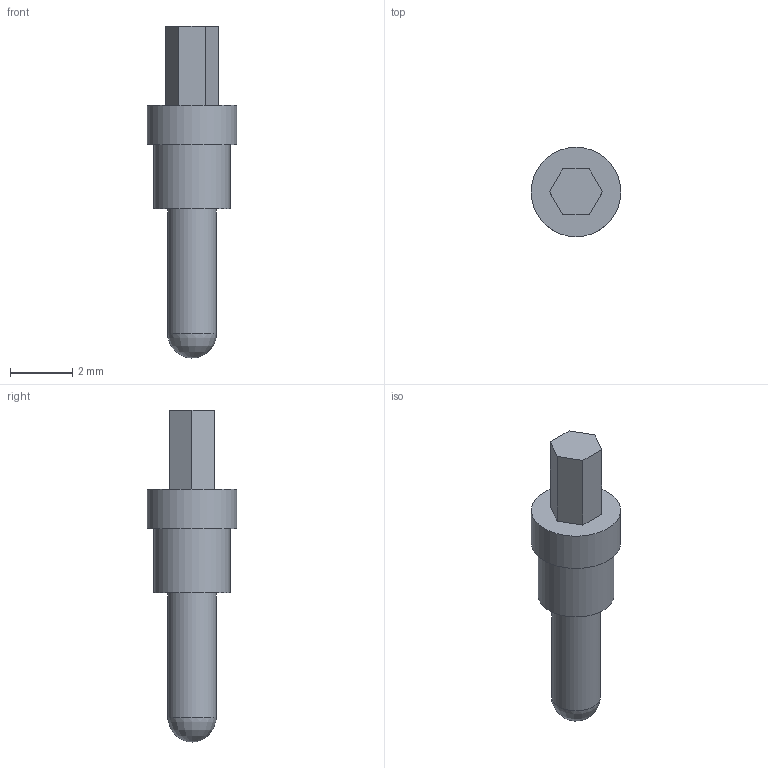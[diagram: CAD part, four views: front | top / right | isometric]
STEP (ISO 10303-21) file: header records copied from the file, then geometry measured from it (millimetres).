
FILE_DESCRIPTION(('FreeCAD Model'),'2;1');
FILE_NAME('6035-0-00-XX-00-00-03-0.step','2019-01-19T18:59:17',( 'kicad StepUp'),('ksu MCAD'),'Open CASCADE STEP processor 7.2', 'FreeCAD','Unknown');
FILE_SCHEMA(('AUTOMOTIVE_DESIGN { 1 0 10303 214 1 1 1 1 }'));
Length unit declared in the file: millimetre
Products named in the file (1): Pad
Bounding box: 2.87 x 2.87 x 10.65 mm (x, y, z)
Volume: 31.4 mm3; surface area: 74.8 mm2
Topology: 1 solids, 1 shells, 14 faces, 29 edges, 19 vertices
Faces by surface type: plane 10, cylinder 3, revolution 1
Full cylindrical faces by diameter (mm): 1.57 x1, 2.44 x1, 2.87 x1
Entity records: 392 total; most frequent: DIRECTION 66, CARTESIAN_POINT 63, ORIENTED_EDGE 56, EDGE_CURVE 28, AXIS2_PLACEMENT_3D 22, LINE 21, VECTOR 21, VERTEX_POINT 19
